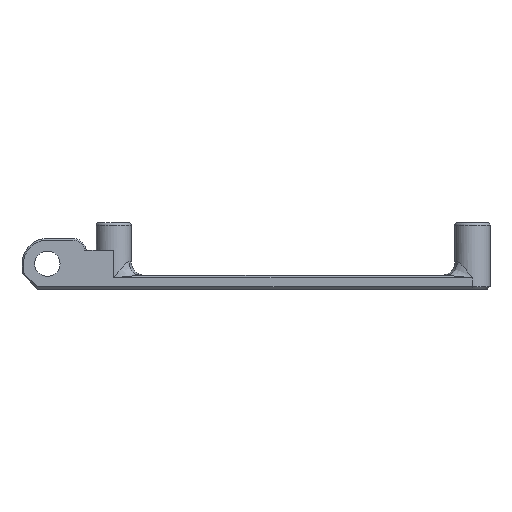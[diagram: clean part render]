
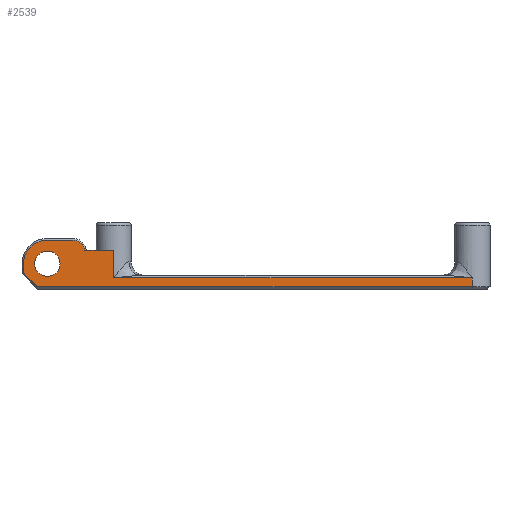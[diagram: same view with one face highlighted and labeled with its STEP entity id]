
A CAD part, front view. The second image highlights one B-rep face of the part: STEP entity #2539.
In plain terms, the highlighted planar face has unit normal (0, -1, 0).
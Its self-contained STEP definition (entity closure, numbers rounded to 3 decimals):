
#137=FACE_BOUND('',#395,.T.);
#222=FACE_OUTER_BOUND('',#394,.T.);
#394=EDGE_LOOP('',(#2053,#2054,#2055,#2056,#2057,#2058,#2059,#2060,#2061,
#2062));
#395=EDGE_LOOP('',(#2063));
#499=LINE('',#4169,#686);
#602=LINE('',#4987,#789);
#607=LINE('',#4997,#794);
#610=LINE('',#5002,#797);
#611=LINE('',#5003,#798);
#612=LINE('',#5005,#799);
#613=LINE('',#5009,#800);
#614=LINE('',#5012,#801);
#686=VECTOR('',#3048,10.);
#789=VECTOR('',#3421,10.);
#794=VECTOR('',#3430,10.);
#797=VECTOR('',#3435,10.);
#798=VECTOR('',#3436,10.);
#799=VECTOR('',#3437,10.);
#800=VECTOR('',#3440,10.);
#801=VECTOR('',#3443,10.);
#961=CIRCLE('',#2810,3.1);
#962=CIRCLE('',#2811,6.1);
#963=CIRCLE('',#2812,3.25);
#1094=VERTEX_POINT('',#4133);
#1099=VERTEX_POINT('',#4167);
#1103=VERTEX_POINT('',#4227);
#1215=VERTEX_POINT('',#4980);
#1217=VERTEX_POINT('',#4986);
#1220=VERTEX_POINT('',#4996);
#1222=VERTEX_POINT('',#5004);
#1223=VERTEX_POINT('',#5006);
#1224=VERTEX_POINT('',#5008);
#1225=VERTEX_POINT('',#5010);
#1226=VERTEX_POINT('',#5013);
#1329=EDGE_CURVE('',#1094,#1099,#499,.T.);
#1517=EDGE_CURVE('',#1215,#1217,#602,.T.);
#1522=EDGE_CURVE('',#1217,#1220,#607,.T.);
#1525=EDGE_CURVE('',#1215,#1103,#610,.T.);
#1526=EDGE_CURVE('',#1094,#1103,#611,.T.);
#1527=EDGE_CURVE('',#1222,#1099,#612,.T.);
#1528=EDGE_CURVE('',#1223,#1222,#961,.T.);
#1529=EDGE_CURVE('',#1224,#1223,#613,.T.);
#1530=EDGE_CURVE('',#1225,#1224,#962,.T.);
#1531=EDGE_CURVE('',#1220,#1225,#614,.T.);
#1532=EDGE_CURVE('',#1226,#1226,#963,.T.);
#2053=ORIENTED_EDGE('',*,*,#1517,.F.);
#2054=ORIENTED_EDGE('',*,*,#1525,.T.);
#2055=ORIENTED_EDGE('',*,*,#1526,.F.);
#2056=ORIENTED_EDGE('',*,*,#1329,.T.);
#2057=ORIENTED_EDGE('',*,*,#1527,.F.);
#2058=ORIENTED_EDGE('',*,*,#1528,.F.);
#2059=ORIENTED_EDGE('',*,*,#1529,.F.);
#2060=ORIENTED_EDGE('',*,*,#1530,.F.);
#2061=ORIENTED_EDGE('',*,*,#1531,.F.);
#2062=ORIENTED_EDGE('',*,*,#1522,.F.);
#2063=ORIENTED_EDGE('',*,*,#1532,.T.);
#2432=PLANE('',#2809);
#2539=ADVANCED_FACE('',(#222,#137),#2432,.T.);
#2809=AXIS2_PLACEMENT_3D('',#5001,#3433,#3434);
#2810=AXIS2_PLACEMENT_3D('',#5007,#3438,#3439);
#2811=AXIS2_PLACEMENT_3D('',#5011,#3441,#3442);
#2812=AXIS2_PLACEMENT_3D('',#5014,#3444,#3445);
#3048=DIRECTION('',(0.,0.,1.));
#3421=DIRECTION('',(-1.,0.,0.));
#3430=DIRECTION('',(-0.707,0.,0.707));
#3433=DIRECTION('center_axis',(0.,-1.,0.));
#3434=DIRECTION('ref_axis',(1.,0.,0.));
#3435=DIRECTION('',(0.,0.,1.));
#3436=DIRECTION('',(1.,0.,0.));
#3437=DIRECTION('',(1.,0.,0.));
#3438=DIRECTION('center_axis',(0.,1.,0.));
#3439=DIRECTION('ref_axis',(0.99,0.,0.143));
#3440=DIRECTION('',(1.,0.,0.));
#3441=DIRECTION('center_axis',(0.,1.,0.));
#3442=DIRECTION('ref_axis',(0.,0.,1.));
#3443=DIRECTION('',(0.,0.,1.));
#3444=DIRECTION('center_axis',(0.,1.,0.));
#3445=DIRECTION('ref_axis',(1.,0.,0.));
#4133=CARTESIAN_POINT('',(4.,-0.5,2.9));
#4167=CARTESIAN_POINT('',(4.,-0.5,10.));
#4169=CARTESIAN_POINT('',(4.,-0.5,0.));
#4227=CARTESIAN_POINT('',(96.,-0.5,2.9));
#4980=CARTESIAN_POINT('',(96.,-0.5,0.6));
#4986=CARTESIAN_POINT('',(-15.534,-0.5,0.6));
#4987=CARTESIAN_POINT('',(23.875,-0.5,0.6));
#4996=CARTESIAN_POINT('',(-19.1,-0.5,4.166));
#4997=CARTESIAN_POINT('',(-10.342,-0.5,-4.592));
#5001=CARTESIAN_POINT('Origin',(4.,-0.5,0.));
#5002=CARTESIAN_POINT('',(96.,-0.5,0.));
#5003=CARTESIAN_POINT('',(23.875,-0.5,2.9));
#5004=CARTESIAN_POINT('',(-3.405,-0.5,10.));
#5005=CARTESIAN_POINT('',(27.,-0.5,10.));
#5006=CARTESIAN_POINT('',(-6.464,-0.5,12.6));
#5007=CARTESIAN_POINT('Origin',(-6.464,-0.5,9.5));
#5008=CARTESIAN_POINT('',(-13.,-0.5,12.6));
#5009=CARTESIAN_POINT('',(0.875,-0.5,12.6));
#5010=CARTESIAN_POINT('',(-19.1,-0.5,6.5));
#5011=CARTESIAN_POINT('Origin',(-13.,-0.5,6.5));
#5012=CARTESIAN_POINT('',(-19.1,-0.5,2.));
#5013=CARTESIAN_POINT('',(-16.25,-0.5,6.5));
#5014=CARTESIAN_POINT('Origin',(-13.,-0.5,6.5));
